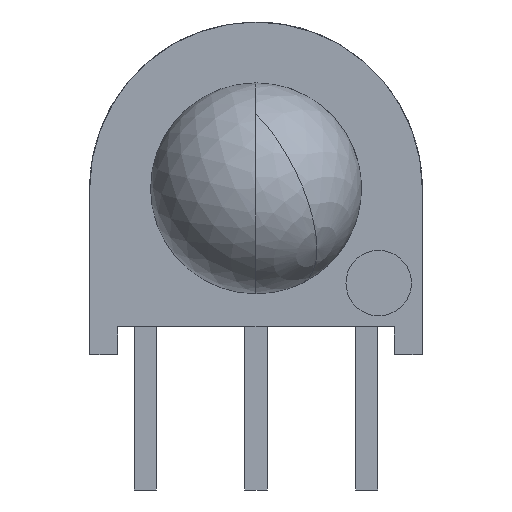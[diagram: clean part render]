
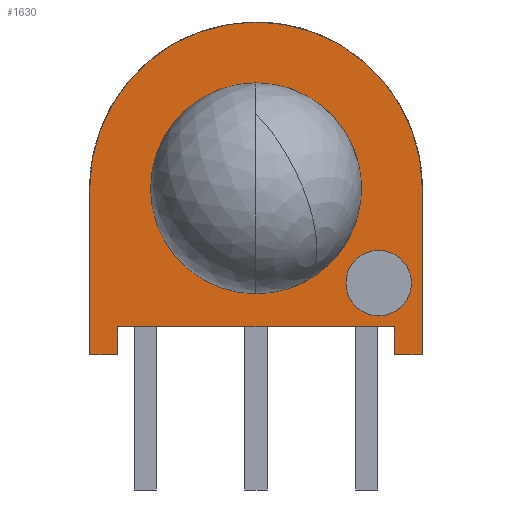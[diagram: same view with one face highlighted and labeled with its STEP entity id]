
A CAD part, left-side view. The second image highlights one B-rep face of the part: STEP entity #1630.
In plain terms, the highlighted planar face has unit normal (-1, 0, 0).
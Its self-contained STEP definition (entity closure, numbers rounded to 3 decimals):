
#633=CARTESIAN_POINT('',(-7.24,-3.56,1.64));
#634=VERTEX_POINT('',#633);
#643=CARTESIAN_POINT('',(-7.24,-2.06,1.64));
#644=VERTEX_POINT('',#643);
#645=CARTESIAN_POINT('',(-7.24,-2.81,1.64));
#646=DIRECTION('',(1.0,0.0,0.0));
#647=DIRECTION('',(0.0,-1.0,0.0));
#648=AXIS2_PLACEMENT_3D('',#645,#646,#647);
#649=CIRCLE('',#648,0.75);
#650=EDGE_CURVE('',#644,#634,#649,.T.);
#1361=CARTESIAN_POINT('',(-7.24,-3.17,0.64));
#1362=VERTEX_POINT('',#1361);
#1369=CARTESIAN_POINT('',(-7.24,3.17,0.64));
#1370=VERTEX_POINT('',#1369);
#1371=CARTESIAN_POINT('',(-7.24,3.17,0.64));
#1372=DIRECTION('',(0.0,-1.0,0.0));
#1373=VECTOR('',#1372,6.34);
#1374=LINE('',#1371,#1373);
#1375=EDGE_CURVE('',#1370,#1362,#1374,.T.);
#1418=CARTESIAN_POINT('',(-7.24,3.81,3.81));
#1419=VERTEX_POINT('',#1418);
#1426=CARTESIAN_POINT('',(-7.24,-3.81,3.81));
#1427=VERTEX_POINT('',#1426);
#1428=CARTESIAN_POINT('',(-7.24,0.,3.81));
#1429=DIRECTION('',(-1.0,0.0,0.0));
#1430=DIRECTION('',(0.0,0.0,1.0));
#1431=AXIS2_PLACEMENT_3D('',#1428,#1429,#1430);
#1432=CIRCLE('',#1431,3.81);
#1433=EDGE_CURVE('',#1427,#1419,#1432,.T.);
#1459=CARTESIAN_POINT('',(-7.24,-2.81,1.64));
#1460=DIRECTION('',(1.0,0.0,0.0));
#1461=DIRECTION('',(0.0,-1.0,0.0));
#1462=AXIS2_PLACEMENT_3D('',#1459,#1460,#1461);
#1463=CIRCLE('',#1462,0.75);
#1464=EDGE_CURVE('',#634,#644,#1463,.T.);
#1485=CARTESIAN_POINT('',(-7.24,-3.17,0.));
#1486=VERTEX_POINT('',#1485);
#1493=CARTESIAN_POINT('',(-7.24,-3.17,0.64));
#1494=DIRECTION('',(0.0,0.0,-1.0));
#1495=VECTOR('',#1494,0.64);
#1496=LINE('',#1493,#1495);
#1497=EDGE_CURVE('',#1362,#1486,#1496,.T.);
#1509=CARTESIAN_POINT('',(-7.24,-3.81,0.));
#1510=VERTEX_POINT('',#1509);
#1517=CARTESIAN_POINT('',(-7.24,-3.17,0.));
#1518=DIRECTION('',(0.0,-1.0,0.0));
#1519=VECTOR('',#1518,0.64);
#1520=LINE('',#1517,#1519);
#1521=EDGE_CURVE('',#1486,#1510,#1520,.T.);
#1534=CARTESIAN_POINT('',(-7.24,-3.81,0.));
#1535=DIRECTION('',(0.0,0.0,1.0));
#1536=VECTOR('',#1535,3.81);
#1537=LINE('',#1534,#1536);
#1538=EDGE_CURVE('',#1510,#1427,#1537,.T.);
#1552=CARTESIAN_POINT('',(-7.24,3.81,0.));
#1553=VERTEX_POINT('',#1552);
#1560=CARTESIAN_POINT('',(-7.24,3.81,3.81));
#1561=DIRECTION('',(0.0,0.0,-1.0));
#1562=VECTOR('',#1561,3.81);
#1563=LINE('',#1560,#1562);
#1564=EDGE_CURVE('',#1419,#1553,#1563,.T.);
#1576=CARTESIAN_POINT('',(-7.24,3.17,0.));
#1577=VERTEX_POINT('',#1576);
#1584=CARTESIAN_POINT('',(-7.24,3.81,0.));
#1585=DIRECTION('',(0.0,-1.0,0.0));
#1586=VECTOR('',#1585,0.64);
#1587=LINE('',#1584,#1586);
#1588=EDGE_CURVE('',#1553,#1577,#1587,.T.);
#1601=CARTESIAN_POINT('',(-7.24,3.17,0.));
#1602=DIRECTION('',(0.0,0.0,1.0));
#1603=VECTOR('',#1602,0.64);
#1604=LINE('',#1601,#1603);
#1605=EDGE_CURVE('',#1577,#1370,#1604,.T.);
#1611=CARTESIAN_POINT('',(-7.24,0.,3.186));
#1612=DIRECTION('',(1.0,0.0,0.0));
#1613=DIRECTION('',(0.0,0.0,-1.0));
#1614=AXIS2_PLACEMENT_3D('',#1611,#1612,#1613);
#1615=PLANE('',#1614);
#1616=ORIENTED_EDGE('',*,*,#1375,.T.);
#1617=ORIENTED_EDGE('',*,*,#1497,.T.);
#1618=ORIENTED_EDGE('',*,*,#1521,.T.);
#1619=ORIENTED_EDGE('',*,*,#1538,.T.);
#1620=ORIENTED_EDGE('',*,*,#1433,.T.);
#1621=ORIENTED_EDGE('',*,*,#1564,.T.);
#1622=ORIENTED_EDGE('',*,*,#1588,.T.);
#1623=ORIENTED_EDGE('',*,*,#1605,.T.);
#1624=EDGE_LOOP('',(#1616,#1617,#1618,#1619,#1620,#1621,#1622,#1623));
#1625=FACE_OUTER_BOUND('',#1624,.T.);
#1626=ORIENTED_EDGE('',*,*,#1464,.T.);
#1627=ORIENTED_EDGE('',*,*,#650,.T.);
#1628=EDGE_LOOP('',(#1626,#1627));
#1629=FACE_BOUND('',#1628,.T.);
#1630=ADVANCED_FACE('',(#1625,#1629),#1615,.F.);
